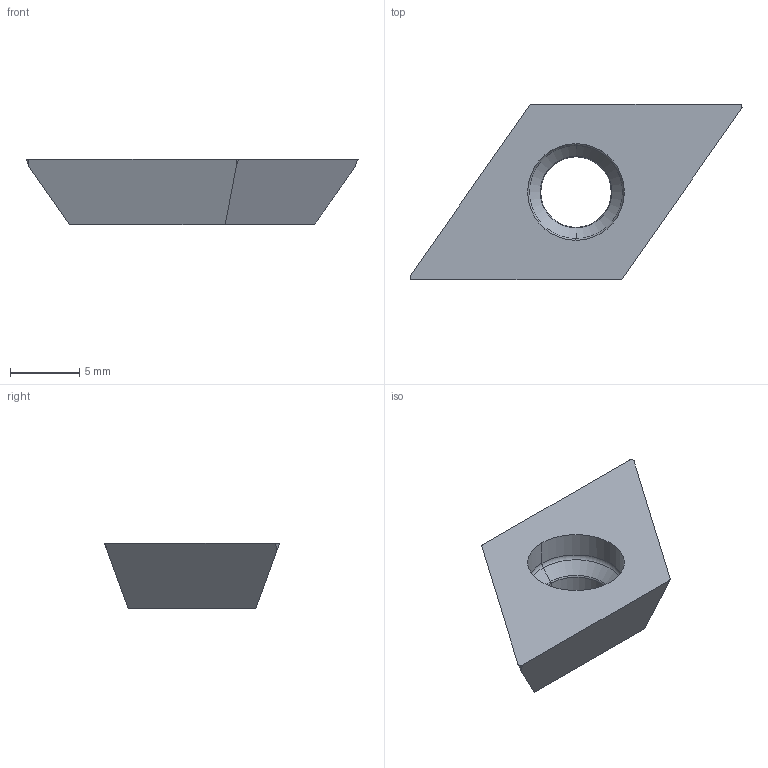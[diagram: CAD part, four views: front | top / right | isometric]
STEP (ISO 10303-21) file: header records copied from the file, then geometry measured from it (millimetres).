
FILE_DESCRIPTION(/* description */ (''),/* implementation_level */ '2;1');
FILE_NAME(/* name */ 'DE150402R.stp',/* time_stamp */ '2021-12-22T08:51:16+09:00',/* author */ (''),/* organization */ (''),/* preprocessor_version */ 'ST-DEVELOPER v16',/* originating_system */ 'SIEMENS PLM Software NX 10.0',/* authorisation */ '');
FILE_SCHEMA (('AUTOMOTIVE_DESIGN { 1 0 10303 214 3 1 1 1 }'));
Length unit declared in the file: millimetre
Products named in the file (1): DE150402R
Bounding box: 24.03 x 12.7 x 4.76 mm (x, y, z)
Volume: 562.6 mm3; surface area: 610.9 mm2
Topology: 1 solids, 1 shells, 20 faces, 70 edges, 60 vertices
Faces by surface type: plane 6, cone 6, cylinder 4, torus 4
Entity records: 834 total; most frequent: DIRECTION 150, CARTESIAN_POINT 130, ORIENTED_EDGE 112, AXIS2_PLACEMENT_3D 60, EDGE_CURVE 56, VERTEX_POINT 38, CIRCLE 36, LINE 30
